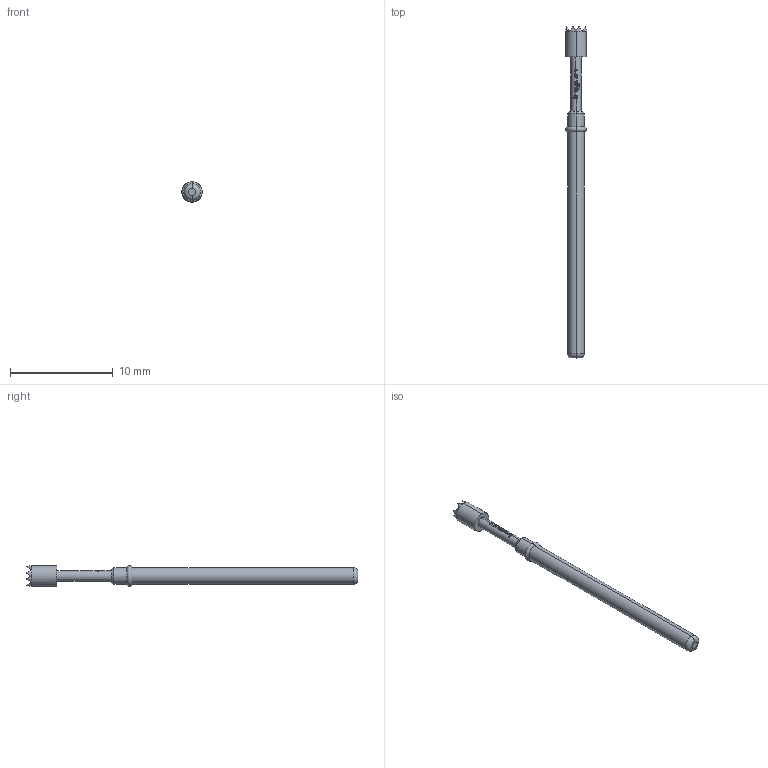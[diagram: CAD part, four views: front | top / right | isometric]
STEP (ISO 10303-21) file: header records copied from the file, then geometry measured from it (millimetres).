
FILE_DESCRIPTION (( 'STEP AP203' ), '1' );
FILE_NAME ('INGUN_GKS-112_306_200_R_xx02.STEP', '2021-12-22T08:09:13', ( 'ochi' ), ( '' ), 'SwSTEP 2.0', 'SolidWorks 2018', '' );
FILE_SCHEMA (( 'CONFIG_CONTROL_DESIGN' ));
Length unit declared in the file: millimetre
Products named in the file (1): INGUN_GKS-112_306_200_R_xx02
Bounding box: 2 x 32.3 x 2 mm (x, y, z)
Volume: 63.9 mm3; surface area: 169.6 mm2
Topology: 1 solids, 1 shells, 166 faces, 416 edges, 255 vertices
Faces by surface type: plane 99, cylinder 27, bspline 22, cone 14, torus 4
Entity records: 5889 total; most frequent: CARTESIAN_POINT 2530, ORIENTED_EDGE 832, DIRECTION 462, EDGE_CURVE 416, VERTEX_POINT 255, B_SPLINE_CURVE_WITH_KNOTS 222, AXIS2_PLACEMENT_3D 179, EDGE_LOOP 169
